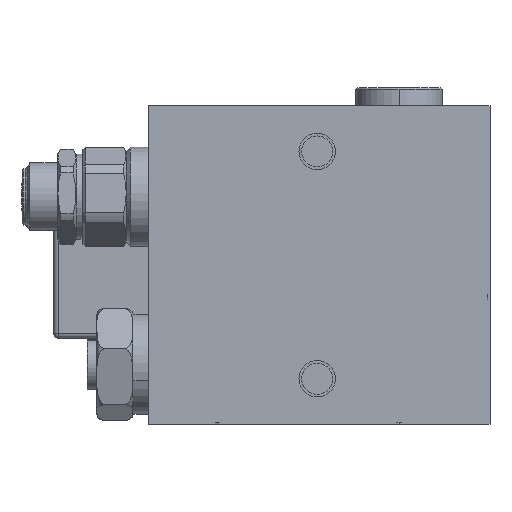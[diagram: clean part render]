
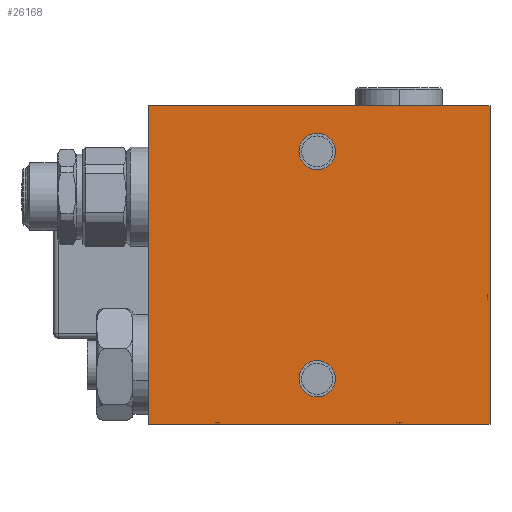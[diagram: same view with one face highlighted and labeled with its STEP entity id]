
A CAD part, left-side view. The second image highlights one B-rep face of the part: STEP entity #26168.
In plain terms, the highlighted planar face has unit normal (-1, 0, 0).
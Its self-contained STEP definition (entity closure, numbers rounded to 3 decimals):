
#5 = CARTESIAN_POINT ( 'NONE',  ( 0., 0., 70. ) ) ;
#313 = DIRECTION ( 'NONE',  ( 0., 0., -1. ) ) ;
#500 = LINE ( 'NONE', #23255, #21708 ) ;
#689 = EDGE_CURVE ( 'NONE', #15985, #19825, #33138, .T. ) ;
#1841 = EDGE_LOOP ( 'NONE', ( #21602, #14050, #14712, #21917 ) ) ;
#3014 = VERTEX_POINT ( 'NONE', #26003 ) ;
#3038 = EDGE_CURVE ( 'NONE', #10376, #30696, #23028, .T. ) ;
#3183 = PLANE ( 'NONE',  #39572 ) ;
#3445 = EDGE_LOOP ( 'NONE', ( #20687, #35398 ) ) ;
#3694 = CARTESIAN_POINT ( 'NONE',  ( 0., 0., 0. ) ) ;
#3781 = DIRECTION ( 'NONE',  ( -1., 0., 0. ) ) ;
#4655 = CARTESIAN_POINT ( 'NONE',  ( 0., 75., 0. ) ) ;
#7052 = DIRECTION ( 'NONE',  ( 0., 0., -1. ) ) ;
#8064 = CARTESIAN_POINT ( 'NONE',  ( 0., 38., 60. ) ) ;
#8725 = VECTOR ( 'NONE', #10399, 1000. ) ;
#8881 = FACE_BOUND ( 'NONE', #3445, .T. ) ;
#10169 = DIRECTION ( 'NONE',  ( 0., 0., 1. ) ) ;
#10376 = VERTEX_POINT ( 'NONE', #5 ) ;
#10394 = DIRECTION ( 'NONE',  ( -1., 0., 0. ) ) ;
#10399 = DIRECTION ( 'NONE',  ( 0., -1., 0. ) ) ;
#10643 = DIRECTION ( 'NONE',  ( -1., 0., 0. ) ) ;
#11933 = VECTOR ( 'NONE', #7052, 1000. ) ;
#12900 = CARTESIAN_POINT ( 'NONE',  ( 0., 0., 70. ) ) ;
#13700 = DIRECTION ( 'NONE',  ( 0., 0., 1. ) ) ;
#13944 = VERTEX_POINT ( 'NONE', #18179 ) ;
#14050 = ORIENTED_EDGE ( 'NONE', *, *, #3038, .F. ) ;
#14520 = EDGE_CURVE ( 'NONE', #19825, #30696, #20550, .T. ) ;
#14712 = ORIENTED_EDGE ( 'NONE', *, *, #21599, .F. ) ;
#15985 = VERTEX_POINT ( 'NONE', #22534 ) ;
#16376 = VERTEX_POINT ( 'NONE', #27882 ) ;
#16603 = DIRECTION ( 'NONE',  ( 0., 0., 1. ) ) ;
#17564 = CARTESIAN_POINT ( 'NONE',  ( 0., 38., 64. ) ) ;
#18179 = CARTESIAN_POINT ( 'NONE',  ( 0., 38., 6. ) ) ;
#19825 = VERTEX_POINT ( 'NONE', #4655 ) ;
#20031 = CARTESIAN_POINT ( 'NONE',  ( 0., 38., 10. ) ) ;
#20203 = ORIENTED_EDGE ( 'NONE', *, *, #38579, .F. ) ;
#20271 = CIRCLE ( 'NONE', #31592, 4. ) ;
#20550 = LINE ( 'NONE', #35624, #8725 ) ;
#20687 = ORIENTED_EDGE ( 'NONE', *, *, #23617, .F. ) ;
#21599 = EDGE_CURVE ( 'NONE', #15985, #10376, #500, .T. ) ;
#21602 = ORIENTED_EDGE ( 'NONE', *, *, #14520, .T. ) ;
#21708 = VECTOR ( 'NONE', #29445, 1000. ) ;
#21917 = ORIENTED_EDGE ( 'NONE', *, *, #689, .T. ) ;
#22231 = CARTESIAN_POINT ( 'NONE',  ( 0., 75., 70. ) ) ;
#22534 = CARTESIAN_POINT ( 'NONE',  ( 0., 75., 70. ) ) ;
#22743 = CARTESIAN_POINT ( 'NONE',  ( 0., 38., 10. ) ) ;
#22828 = DIRECTION ( 'NONE',  ( 0., 0., -1. ) ) ;
#23028 = LINE ( 'NONE', #32242, #27464 ) ;
#23255 = CARTESIAN_POINT ( 'NONE',  ( 0., 0., 70. ) ) ;
#23617 = EDGE_CURVE ( 'NONE', #40346, #16376, #35626, .T. ) ;
#23888 = AXIS2_PLACEMENT_3D ( 'NONE', #22743, #10643, #13700 ) ;
#24039 = DIRECTION ( 'NONE',  ( -1., 0., 0. ) ) ;
#24128 = FACE_OUTER_BOUND ( 'NONE', #1841, .T. ) ;
#24170 = DIRECTION ( 'NONE',  ( 0., 0., 1. ) ) ;
#24345 = ORIENTED_EDGE ( 'NONE', *, *, #38040, .F. ) ;
#24650 = EDGE_CURVE ( 'NONE', #16376, #40346, #20271, .T. ) ;
#26003 = CARTESIAN_POINT ( 'NONE',  ( 0., 38., 14. ) ) ;
#26168 = ADVANCED_FACE ( 'NONE', ( #8881, #31052, #24128 ), #3183, .F. ) ;
#26316 = EDGE_LOOP ( 'NONE', ( #20203, #24345 ) ) ;
#26805 = AXIS2_PLACEMENT_3D ( 'NONE', #8064, #24039, #24170 ) ;
#27464 = VECTOR ( 'NONE', #22828, 1000. ) ;
#27882 = CARTESIAN_POINT ( 'NONE',  ( 0., 38., 56. ) ) ;
#28702 = DIRECTION ( 'NONE',  ( 1., 0., 0. ) ) ;
#29445 = DIRECTION ( 'NONE',  ( 0., -1., 0. ) ) ;
#30696 = VERTEX_POINT ( 'NONE', #3694 ) ;
#31052 = FACE_BOUND ( 'NONE', #26316, .T. ) ;
#31574 = AXIS2_PLACEMENT_3D ( 'NONE', #20031, #10394, #16603 ) ;
#31592 = AXIS2_PLACEMENT_3D ( 'NONE', #32483, #3781, #10169 ) ;
#32242 = CARTESIAN_POINT ( 'NONE',  ( 0., 0., 70. ) ) ;
#32483 = CARTESIAN_POINT ( 'NONE',  ( 0., 38., 60. ) ) ;
#33138 = LINE ( 'NONE', #22231, #11933 ) ;
#35398 = ORIENTED_EDGE ( 'NONE', *, *, #24650, .F. ) ;
#35624 = CARTESIAN_POINT ( 'NONE',  ( 0., 0., 0. ) ) ;
#35626 = CIRCLE ( 'NONE', #26805, 4. ) ;
#38040 = EDGE_CURVE ( 'NONE', #13944, #3014, #39765, .T. ) ;
#38579 = EDGE_CURVE ( 'NONE', #3014, #13944, #39252, .T. ) ;
#39252 = CIRCLE ( 'NONE', #31574, 4. ) ;
#39572 = AXIS2_PLACEMENT_3D ( 'NONE', #12900, #28702, #313 ) ;
#39765 = CIRCLE ( 'NONE', #23888, 4. ) ;
#40346 = VERTEX_POINT ( 'NONE', #17564 ) ;
